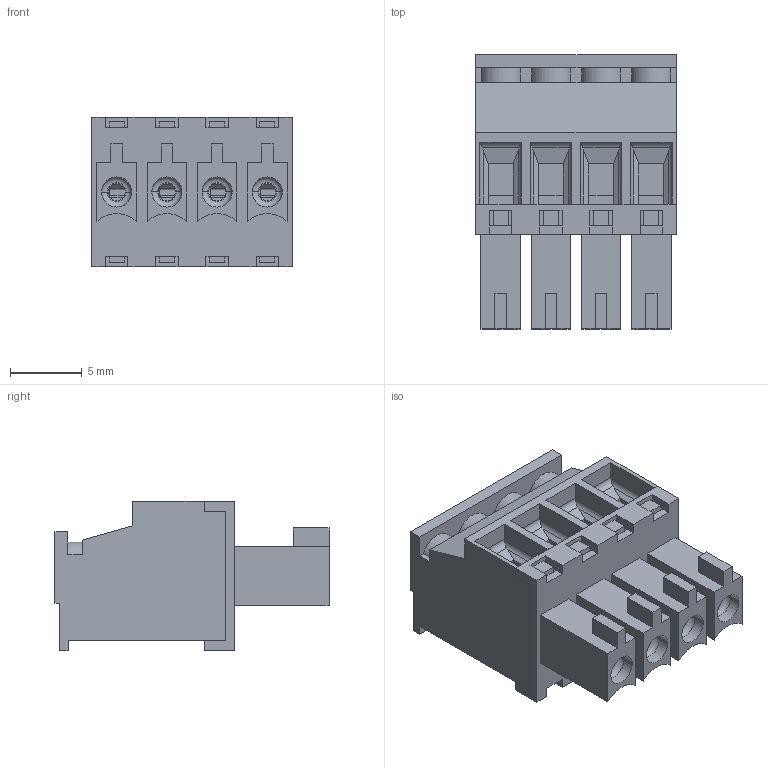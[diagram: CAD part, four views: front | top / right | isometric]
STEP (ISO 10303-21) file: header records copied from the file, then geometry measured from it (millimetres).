
FILE_DESCRIPTION (( 'STEP AP214' ), '1' );
FILE_NAME ('15EDGKA-3.5-04P-14-00AH.STEP', '2017-04-27T22:59:06', ( 'SIG' ), ( '' ), 'SwSTEP 2.0', 'SolidWorks 2014', '' );
FILE_SCHEMA (( 'AUTOMOTIVE_DESIGN' ));
Length unit declared in the file: millimetre
Products named in the file (20): 15EDGKA-3.5 bot-cap; 15EDGKA-3.5_spring; 15EDGKA-3.5_screw; 15EDGKA-3.5; 15EDGKA-3.5_klamper; 15EDGKA-3.5-04P-14-00AH
Assembly tree (14 placements, depth 2):
  15EDGKA-3.5 bot-cap
  15EDGKA-3.5_spring
  15EDGKA-3.5_screw
  15EDGKA-3.5
  15EDGKA-3.5_klamper
Bounding box: 14 x 19.1 x 10.4 mm (x, y, z)
Volume: 1117.7 mm3; surface area: 4275.1 mm2
Topology: 14 solids, 14 shells, 990 faces, 2450 edges, 1488 vertices
Faces by surface type: plane 798, cylinder 164, torus 20, cone 8
Entity records: 19071 total; most frequent: CARTESIAN_POINT 3359, ORIENTED_EDGE 3250, DIRECTION 3025, EDGE_CURVE 1625, VECTOR 1427, LINE 1427, VERTEX_POINT 1029, AXIS2_PLACEMENT_3D 799
